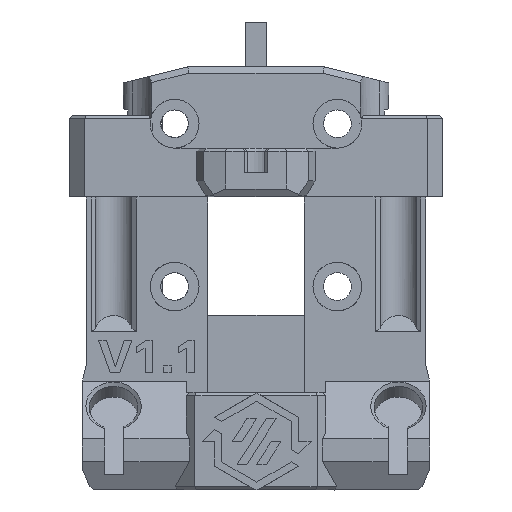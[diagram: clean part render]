
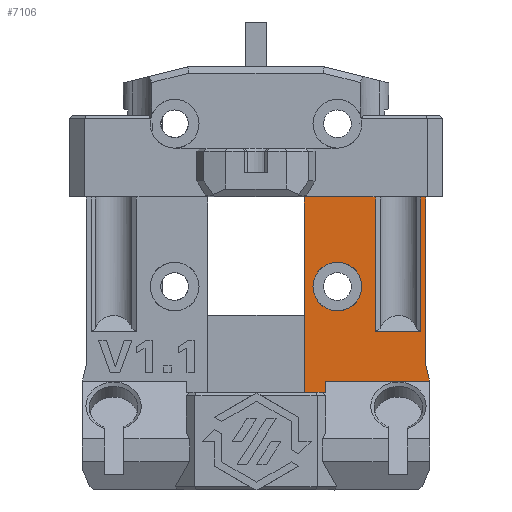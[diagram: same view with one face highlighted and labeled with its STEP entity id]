
A CAD part, front view. The second image highlights one B-rep face of the part: STEP entity #7106.
In plain terms, the highlighted planar face has unit normal (0, -1, 0).
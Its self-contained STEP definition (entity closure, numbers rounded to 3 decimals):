
#25=FACE_BOUND('',#2678,.T.);
#141=PLANE('',#7551);
#586=LINE('',#11195,#1434);
#589=LINE('',#11201,#1437);
#590=LINE('',#11203,#1438);
#591=LINE('',#11205,#1439);
#592=LINE('',#11207,#1440);
#593=LINE('',#11209,#1441);
#594=LINE('',#11211,#1442);
#595=LINE('',#11213,#1443);
#596=LINE('',#11215,#1444);
#597=LINE('',#11217,#1445);
#598=LINE('',#11218,#1446);
#1434=VECTOR('',#8407,10.);
#1437=VECTOR('',#8412,10.);
#1438=VECTOR('',#8413,10.);
#1439=VECTOR('',#8414,10.);
#1440=VECTOR('',#8415,10.);
#1441=VECTOR('',#8416,10.);
#1442=VECTOR('',#8417,10.);
#1443=VECTOR('',#8418,10.);
#1444=VECTOR('',#8419,10.);
#1445=VECTOR('',#8420,10.);
#1446=VECTOR('',#8421,10.);
#2124=CIRCLE('',#7552,3.);
#2295=FACE_OUTER_BOUND('',#2677,.T.);
#2677=EDGE_LOOP('',(#5303,#5304,#5305,#5306,#5307,#5308,#5309,#5310,#5311,
#5312,#5313));
#2678=EDGE_LOOP('',(#5314));
#3303=VERTEX_POINT('',#11192);
#3304=VERTEX_POINT('',#11194);
#3306=VERTEX_POINT('',#11200);
#3307=VERTEX_POINT('',#11202);
#3308=VERTEX_POINT('',#11204);
#3309=VERTEX_POINT('',#11206);
#3310=VERTEX_POINT('',#11208);
#3311=VERTEX_POINT('',#11210);
#3312=VERTEX_POINT('',#11212);
#3313=VERTEX_POINT('',#11214);
#3314=VERTEX_POINT('',#11216);
#3315=VERTEX_POINT('',#11219);
#4080=EDGE_CURVE('',#3303,#3304,#586,.T.);
#4083=EDGE_CURVE('',#3303,#3306,#589,.T.);
#4084=EDGE_CURVE('',#3307,#3306,#590,.T.);
#4085=EDGE_CURVE('',#3308,#3307,#591,.T.);
#4086=EDGE_CURVE('',#3308,#3309,#592,.T.);
#4087=EDGE_CURVE('',#3310,#3309,#593,.T.);
#4088=EDGE_CURVE('',#3311,#3310,#594,.T.);
#4089=EDGE_CURVE('',#3311,#3312,#595,.F.);
#4090=EDGE_CURVE('',#3312,#3313,#596,.F.);
#4091=EDGE_CURVE('',#3314,#3313,#597,.F.);
#4092=EDGE_CURVE('',#3314,#3304,#598,.F.);
#4093=EDGE_CURVE('',#3315,#3315,#2124,.F.);
#5303=ORIENTED_EDGE('',*,*,#4080,.F.);
#5304=ORIENTED_EDGE('',*,*,#4083,.T.);
#5305=ORIENTED_EDGE('',*,*,#4084,.F.);
#5306=ORIENTED_EDGE('',*,*,#4085,.F.);
#5307=ORIENTED_EDGE('',*,*,#4086,.T.);
#5308=ORIENTED_EDGE('',*,*,#4087,.F.);
#5309=ORIENTED_EDGE('',*,*,#4088,.F.);
#5310=ORIENTED_EDGE('',*,*,#4089,.T.);
#5311=ORIENTED_EDGE('',*,*,#4090,.T.);
#5312=ORIENTED_EDGE('',*,*,#4091,.F.);
#5313=ORIENTED_EDGE('',*,*,#4092,.T.);
#5314=ORIENTED_EDGE('',*,*,#4093,.T.);
#7106=ADVANCED_FACE('',(#2295,#25),#141,.T.);
#7551=AXIS2_PLACEMENT_3D('',#11199,#8410,#8411);
#7552=AXIS2_PLACEMENT_3D('',#11220,#8422,#8423);
#8407=DIRECTION('',(0.,0.,1.));
#8410=DIRECTION('center_axis',(0.,-1.,0.));
#8411=DIRECTION('ref_axis',(1.,0.,0.));
#8412=DIRECTION('',(-1.,0.,0.));
#8413=DIRECTION('',(0.,0.,-1.));
#8414=DIRECTION('',(1.,0.,0.));
#8415=DIRECTION('',(0.,0.,-1.));
#8416=DIRECTION('',(-1.,0.,0.));
#8417=DIRECTION('',(0.,0.,-1.));
#8418=DIRECTION('',(-1.,0.,0.));
#8419=DIRECTION('',(0.243,0.,-0.97));
#8420=DIRECTION('',(0.,0.,1.));
#8421=DIRECTION('',(1.,0.,0.));
#8422=DIRECTION('center_axis',(0.,-1.,0.));
#8423=DIRECTION('ref_axis',(1.,0.,0.));
#11192=CARTESIAN_POINT('',(20.466,-0.894,-9.955));
#11194=CARTESIAN_POINT('',(20.466,-0.894,6.6));
#11195=CARTESIAN_POINT('',(20.466,-0.894,-7.814));
#11199=CARTESIAN_POINT('Origin',(17.427,-0.894,-17.4));
#11200=CARTESIAN_POINT('',(14.936,-0.894,-9.955));
#11201=CARTESIAN_POINT('',(13.121,-0.894,-9.955));
#11202=CARTESIAN_POINT('',(14.936,-0.894,6.6));
#11203=CARTESIAN_POINT('',(14.936,-0.894,-7.814));
#11204=CARTESIAN_POINT('',(6.111,-0.894,6.6));
#11205=CARTESIAN_POINT('',(2.326,-0.894,6.6));
#11206=CARTESIAN_POINT('',(6.111,-0.894,-17.4));
#11207=CARTESIAN_POINT('',(6.111,-0.894,-12.903));
#11208=CARTESIAN_POINT('',(8.75,-0.894,-17.4));
#11209=CARTESIAN_POINT('',(8.814,-0.894,-17.4));
#11210=CARTESIAN_POINT('',(8.75,-0.894,-16.012));
#11211=CARTESIAN_POINT('',(8.75,-0.894,-7.994));
#11212=CARTESIAN_POINT('',(21.543,-0.894,-16.012));
#11213=CARTESIAN_POINT('',(17.245,-0.894,-16.012));
#11214=CARTESIAN_POINT('',(21.043,-0.894,-14.012));
#11215=CARTESIAN_POINT('',(21.225,-0.894,-14.74));
#11216=CARTESIAN_POINT('',(21.043,-0.894,6.6));
#11217=CARTESIAN_POINT('',(21.043,-0.894,-13.4));
#11218=CARTESIAN_POINT('',(2.326,-0.894,6.6));
#11219=CARTESIAN_POINT('',(7.201,-0.894,-4.4));
#11220=CARTESIAN_POINT('Origin',(10.201,-0.894,-4.4));
